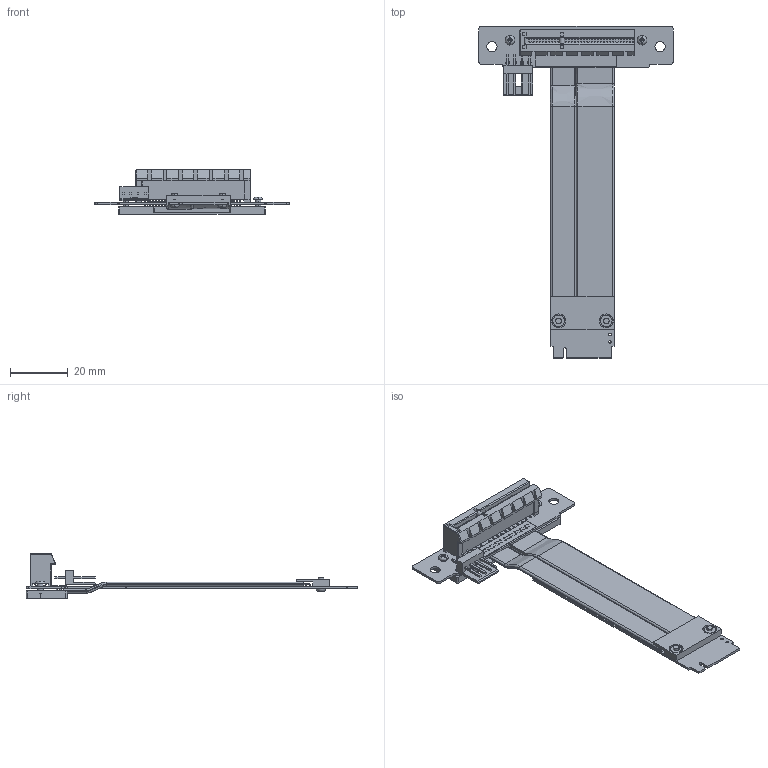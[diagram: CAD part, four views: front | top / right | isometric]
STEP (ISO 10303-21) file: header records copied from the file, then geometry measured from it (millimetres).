
FILE_DESCRIPTION(('Open CASCADE Model'),'2;1');
FILE_NAME('Open CASCADE Shape Model','2020-03-19T18:26:18',('Author'),( 'Open CASCADE'),'Open CASCADE STEP processor 6.8','Open CASCADE 6.8' ,'Unknown');
FILE_SCHEMA(('AUTOMOTIVE_DESIGN { 1 0 10303 214 1 1 1 1 }'));
Length unit declared in the file: millimetre
Products named in the file (13): PCB; Board; Open CASCADE STEP translator 6.8 11.1.1; Free-Models; c-171825-4-y-3d_RGB12967653; Tape28x5_RGB0; RP22R-PAD; PCIe_x4_SF_open_Lotes_RGB4404530; Hexagon_nut_ISO_4032_(DIN_934)_-_M2_RGB9411503; G0033_RGB9411503; RP44S-PAD; cable13pin-p_RGB4078660; cable20pin-p_RGB4078660
Assembly tree (18 placements, depth 3):
  PCB
    Board
      Open CASCADE STEP translator 6.8 11.1.1
    Free-Models
      c-171825-4-y-3d_RGB12967653
      Tape28x5_RGB0
      RP22R-PAD
      PCIe_x4_SF_open_Lotes_RGB4404530
      Hexagon_nut_ISO_4032_(DIN_934)_-_M2_RGB9411503  x4
      G0033_RGB9411503  x4
      RP44S-PAD
      cable13pin-p_RGB4078660
      cable20pin-p_RGB4078660
Bounding box: 67.05 x 114.57 x 15.32 mm (x, y, z)
Volume: 8623.3 mm3; surface area: 20550.9 mm2
Topology: 82 solids, 82 shells, 4230 faces, 10163 edges, 6257 vertices
Faces by surface type: plane 2046, cylinder 1428, bspline 584, torus 112, cone 48, revolution 8, sphere 4
Full cylindrical faces by diameter (mm): 0.6 x73, 0.7 x64, 0.9 x2, 1.2 x4, 1.6 x64, 2 x4, 2.2 x10, 2.35 x2, 2.4 x2, 3.3 x3, 3.5 x2, 4.8 x4
Entity records: 166931 total; most frequent: CARTESIAN_POINT 37235, ORIENTED_EDGE 19674, DIRECTION 18051, EDGE_CURVE 9837, LINE 6119, VECTOR 6119, VERTEX_POINT 6053, AXIS2_PLACEMENT_3D 5965
